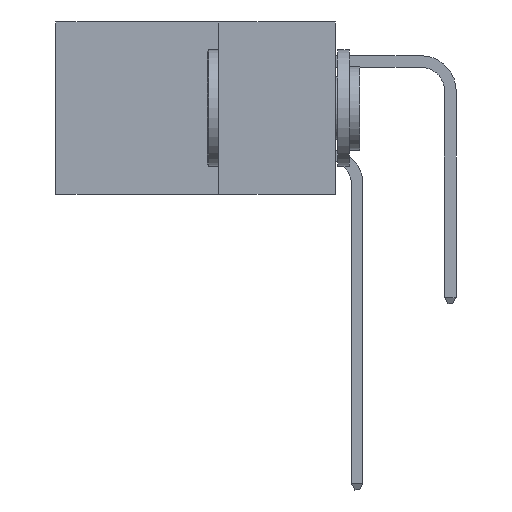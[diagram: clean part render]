
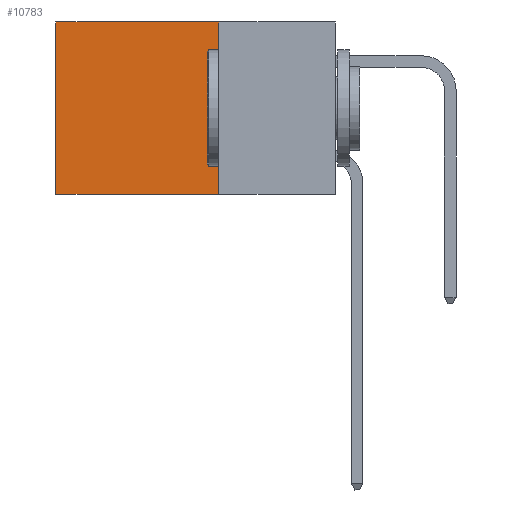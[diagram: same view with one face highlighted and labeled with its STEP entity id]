
A CAD part, left-side view. The second image highlights one B-rep face of the part: STEP entity #10783.
In plain terms, the highlighted planar face has unit normal (-1, 0, 0).
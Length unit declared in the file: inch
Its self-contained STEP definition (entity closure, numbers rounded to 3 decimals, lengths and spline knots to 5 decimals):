
#234 = CARTESIAN_POINT ( 'NONE',  ( 0.2875, 0.25, 0. ) ) ;
#462 = VERTEX_POINT ( 'NONE', #15980 ) ;
#744 = LINE ( 'NONE', #1454, #8848 ) ;
#858 = DIRECTION ( 'NONE',  ( 0., 1., 0. ) ) ;
#1454 = CARTESIAN_POINT ( 'NONE',  ( 0.2875, 0.25, -0.37 ) ) ;
#1780 = ORIENTED_EDGE ( 'NONE', *, *, #7886, .F. ) ;
#3298 = CARTESIAN_POINT ( 'NONE',  ( 0.2875, 0.25, 0. ) ) ;
#3818 = EDGE_CURVE ( 'NONE', #10598, #462, #7414, .T. ) ;
#4595 = EDGE_LOOP ( 'NONE', ( #15752, #1780, #8779, #7774 ) ) ;
#4742 = EDGE_CURVE ( 'NONE', #10598, #8983, #18294, .T. ) ;
#5273 = CARTESIAN_POINT ( 'NONE',  ( 0.2875, 0.6, -0.37 ) ) ;
#6506 = VECTOR ( 'NONE', #12966, 39.37008 ) ;
#6819 = DIRECTION ( 'NONE',  ( 0., 0., -1. ) ) ;
#7414 = LINE ( 'NONE', #18986, #15053 ) ;
#7455 = EDGE_CURVE ( 'NONE', #462, #9508, #16719, .T. ) ;
#7774 = ORIENTED_EDGE ( 'NONE', *, *, #3818, .T. ) ;
#7886 = EDGE_CURVE ( 'NONE', #8983, #9508, #744, .T. ) ;
#8779 = ORIENTED_EDGE ( 'NONE', *, *, #4742, .F. ) ;
#8848 = VECTOR ( 'NONE', #858, 39.37008 ) ;
#8983 = VERTEX_POINT ( 'NONE', #16868 ) ;
#9508 = VERTEX_POINT ( 'NONE', #5273 ) ;
#10028 = CARTESIAN_POINT ( 'NONE',  ( 0.2875, 0.25, 0. ) ) ;
#10598 = VERTEX_POINT ( 'NONE', #3298 ) ;
#10783 = ADVANCED_FACE ( 'NONE', ( #18253 ), #16169, .F. ) ;
#10910 = VECTOR ( 'NONE', #18567, 39.37008 ) ;
#11357 = DIRECTION ( 'NONE',  ( 1., 0., 0. ) ) ;
#11782 = CARTESIAN_POINT ( 'NONE',  ( 0.2875, 0.6, 0. ) ) ;
#12966 = DIRECTION ( 'NONE',  ( 0., 0., -1. ) ) ;
#14986 = DIRECTION ( 'NONE',  ( 0., 1., 0. ) ) ;
#15053 = VECTOR ( 'NONE', #14986, 39.37008 ) ;
#15752 = ORIENTED_EDGE ( 'NONE', *, *, #7455, .T. ) ;
#15980 = CARTESIAN_POINT ( 'NONE',  ( 0.2875, 0.6, 0. ) ) ;
#16169 = PLANE ( 'NONE',  #16466 ) ;
#16466 = AXIS2_PLACEMENT_3D ( 'NONE', #10028, #11357, #6819 ) ;
#16719 = LINE ( 'NONE', #11782, #6506 ) ;
#16868 = CARTESIAN_POINT ( 'NONE',  ( 0.2875, 0.25, -0.37 ) ) ;
#18253 = FACE_OUTER_BOUND ( 'NONE', #4595, .T. ) ;
#18294 = LINE ( 'NONE', #234, #10910 ) ;
#18567 = DIRECTION ( 'NONE',  ( 0., 0., -1. ) ) ;
#18986 = CARTESIAN_POINT ( 'NONE',  ( 0.2875, 0.25, 0. ) ) ;
